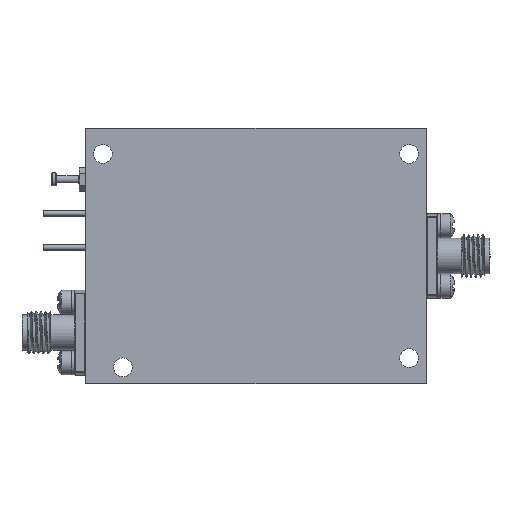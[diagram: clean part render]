
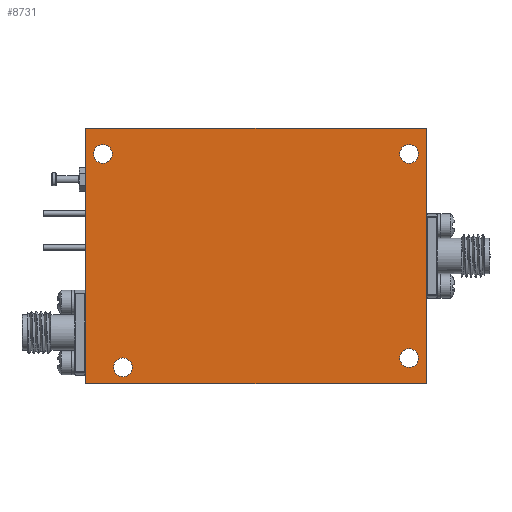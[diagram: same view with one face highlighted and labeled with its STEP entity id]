
A CAD part, front view. The second image highlights one B-rep face of the part: STEP entity #8731.
In plain terms, the highlighted planar face has unit normal (0, -1, 0).
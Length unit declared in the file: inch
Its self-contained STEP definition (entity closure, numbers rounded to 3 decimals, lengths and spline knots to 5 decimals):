
#1255 = LINE ( 'NONE', #4180, #23254 ) ;
#1489 = ORIENTED_EDGE ( 'NONE', *, *, #41629, .F. ) ;
#2476 = CIRCLE ( 'NONE', #14806, 0.055 ) ;
#2742 = CARTESIAN_POINT ( 'NONE',  ( 0.9, -0.4, 0.6 ) ) ;
#2955 = DIRECTION ( 'NONE',  ( 0., 1., 0. ) ) ;
#3415 = DIRECTION ( 'NONE',  ( 0., 0., 1. ) ) ;
#3922 = FACE_BOUND ( 'NONE', #4373, .T. ) ;
#4180 = CARTESIAN_POINT ( 'NONE',  ( 1., -0.4, -0.75 ) ) ;
#4228 = ORIENTED_EDGE ( 'NONE', *, *, #11280, .F. ) ;
#4357 = EDGE_CURVE ( 'NONE', #40074, #40074, #44359, .T. ) ;
#4373 = EDGE_LOOP ( 'NONE', ( #39601 ) ) ;
#4653 = CARTESIAN_POINT ( 'NONE',  ( 1., -0.4, 0.75 ) ) ;
#5690 = CARTESIAN_POINT ( 'NONE',  ( 0.9, -0.4, -0.6 ) ) ;
#6553 = DIRECTION ( 'NONE',  ( 0., 1., 0. ) ) ;
#7893 = EDGE_CURVE ( 'NONE', #25828, #25828, #38840, .T. ) ;
#8231 = VECTOR ( 'NONE', #15206, 39.37008 ) ;
#8731 = ADVANCED_FACE ( 'NONE', ( #3922, #41796, #14393, #30940, #17549 ), #10734, .F. ) ;
#8767 = LINE ( 'NONE', #33009, #27271 ) ;
#9103 = DIRECTION ( 'NONE',  ( 0., 0., 1. ) ) ;
#9291 = DIRECTION ( 'NONE',  ( 0., 0., 1. ) ) ;
#10257 = VECTOR ( 'NONE', #3415, 39.37008 ) ;
#10734 = PLANE ( 'NONE',  #33795 ) ;
#11233 = DIRECTION ( 'NONE',  ( 0., 0., -1. ) ) ;
#11280 = EDGE_CURVE ( 'NONE', #14971, #16793, #1255, .T. ) ;
#12134 = EDGE_LOOP ( 'NONE', ( #1489, #42267, #4228, #16294 ) ) ;
#14393 = FACE_BOUND ( 'NONE', #15784, .T. ) ;
#14806 = AXIS2_PLACEMENT_3D ( 'NONE', #2742, #16150, #9103 ) ;
#14971 = VERTEX_POINT ( 'NONE', #4653 ) ;
#15206 = DIRECTION ( 'NONE',  ( 1., 0., 0. ) ) ;
#15784 = EDGE_LOOP ( 'NONE', ( #25045 ) ) ;
#15829 = DIRECTION ( 'NONE',  ( -1., 0., 0. ) ) ;
#15848 = CARTESIAN_POINT ( 'NONE',  ( 0.9, -0.4, -0.545 ) ) ;
#16150 = DIRECTION ( 'NONE',  ( 0., 1., 0. ) ) ;
#16294 = ORIENTED_EDGE ( 'NONE', *, *, #21400, .F. ) ;
#16793 = VERTEX_POINT ( 'NONE', #44522 ) ;
#17187 = EDGE_CURVE ( 'NONE', #44372, #44372, #44640, .T. ) ;
#17549 = FACE_OUTER_BOUND ( 'NONE', #12134, .T. ) ;
#17714 = DIRECTION ( 'NONE',  ( 0., 0., 1. ) ) ;
#19223 = ORIENTED_EDGE ( 'NONE', *, *, #7893, .T. ) ;
#19413 = VERTEX_POINT ( 'NONE', #23057 ) ;
#19924 = ORIENTED_EDGE ( 'NONE', *, *, #4357, .T. ) ;
#20003 = CARTESIAN_POINT ( 'NONE',  ( 0., -0.4, 0. ) ) ;
#21400 = EDGE_CURVE ( 'NONE', #32078, #14971, #22458, .T. ) ;
#21621 = VERTEX_POINT ( 'NONE', #38257 ) ;
#22458 = LINE ( 'NONE', #26278, #8231 ) ;
#23057 = CARTESIAN_POINT ( 'NONE',  ( 0.9, -0.4, 0.655 ) ) ;
#23254 = VECTOR ( 'NONE', #11233, 39.37008 ) ;
#24383 = AXIS2_PLACEMENT_3D ( 'NONE', #33094, #43999, #9291 ) ;
#25045 = ORIENTED_EDGE ( 'NONE', *, *, #35088, .T. ) ;
#25828 = VERTEX_POINT ( 'NONE', #39640 ) ;
#26278 = CARTESIAN_POINT ( 'NONE',  ( -1., -0.4, 0.75 ) ) ;
#26885 = CARTESIAN_POINT ( 'NONE',  ( -1., -0.4, 0.75 ) ) ;
#27271 = VECTOR ( 'NONE', #15829, 39.37008 ) ;
#27478 = LINE ( 'NONE', #28145, #10257 ) ;
#28145 = CARTESIAN_POINT ( 'NONE',  ( -1., -0.4, -0.75 ) ) ;
#28241 = EDGE_LOOP ( 'NONE', ( #19223 ) ) ;
#30940 = FACE_BOUND ( 'NONE', #28241, .T. ) ;
#32078 = VERTEX_POINT ( 'NONE', #26885 ) ;
#33009 = CARTESIAN_POINT ( 'NONE',  ( -1., -0.4, -0.75 ) ) ;
#33094 = CARTESIAN_POINT ( 'NONE',  ( -0.9, -0.4, 0.6 ) ) ;
#33795 = AXIS2_PLACEMENT_3D ( 'NONE', #20003, #2955, #37224 ) ;
#35088 = EDGE_CURVE ( 'NONE', #19413, #19413, #2476, .T. ) ;
#36348 = EDGE_CURVE ( 'NONE', #16793, #21621, #8767, .T. ) ;
#37223 = DIRECTION ( 'NONE',  ( 0., 0., 1. ) ) ;
#37224 = DIRECTION ( 'NONE',  ( 0., 0., 1. ) ) ;
#37589 = CARTESIAN_POINT ( 'NONE',  ( -0.782, -0.4, -0.599 ) ) ;
#37887 = EDGE_LOOP ( 'NONE', ( #19924 ) ) ;
#38257 = CARTESIAN_POINT ( 'NONE',  ( -1., -0.4, -0.75 ) ) ;
#38336 = CARTESIAN_POINT ( 'NONE',  ( -0.782, -0.4, -0.654 ) ) ;
#38793 = DIRECTION ( 'NONE',  ( 0., 1., 0. ) ) ;
#38840 = CIRCLE ( 'NONE', #24383, 0.055 ) ;
#39582 = AXIS2_PLACEMENT_3D ( 'NONE', #38336, #38793, #17714 ) ;
#39601 = ORIENTED_EDGE ( 'NONE', *, *, #17187, .T. ) ;
#39640 = CARTESIAN_POINT ( 'NONE',  ( -0.9, -0.4, 0.655 ) ) ;
#40074 = VERTEX_POINT ( 'NONE', #15848 ) ;
#41629 = EDGE_CURVE ( 'NONE', #21621, #32078, #27478, .T. ) ;
#41796 = FACE_BOUND ( 'NONE', #37887, .T. ) ;
#42267 = ORIENTED_EDGE ( 'NONE', *, *, #36348, .F. ) ;
#43999 = DIRECTION ( 'NONE',  ( 0., 1., 0. ) ) ;
#44333 = AXIS2_PLACEMENT_3D ( 'NONE', #5690, #6553, #37223 ) ;
#44359 = CIRCLE ( 'NONE', #44333, 0.055 ) ;
#44372 = VERTEX_POINT ( 'NONE', #37589 ) ;
#44522 = CARTESIAN_POINT ( 'NONE',  ( 1., -0.4, -0.75 ) ) ;
#44640 = CIRCLE ( 'NONE', #39582, 0.055 ) ;
